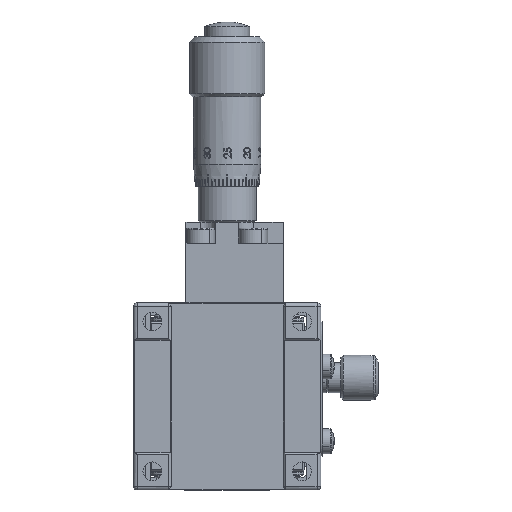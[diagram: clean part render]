
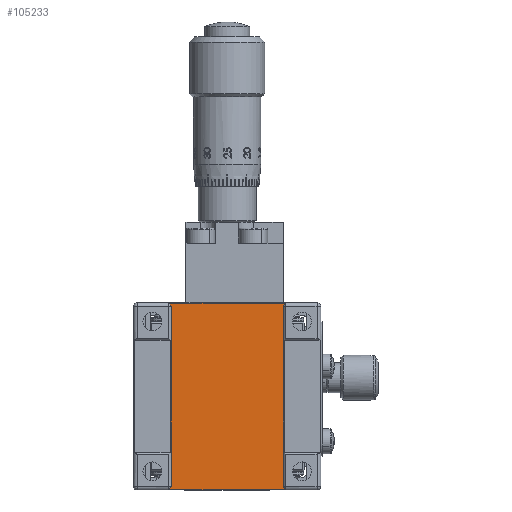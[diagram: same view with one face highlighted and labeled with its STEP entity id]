
A CAD part, front view. The second image highlights one B-rep face of the part: STEP entity #105233.
In plain terms, the highlighted planar face has unit normal (0, -1, 0).
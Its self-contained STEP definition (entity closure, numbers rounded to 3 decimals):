
#18223 = ORIENTED_EDGE ( 'NONE', *, *, #49169, .F. ) ;
#18226 = ORIENTED_EDGE ( 'NONE', *, *, #49170, .T. ) ;
#18229 = ORIENTED_EDGE ( 'NONE', *, *, #49171, .T. ) ;
#18231 = ORIENTED_EDGE ( 'NONE', *, *, #49172, .T. ) ;
#18234 = ORIENTED_EDGE ( 'NONE', *, *, #49173, .T. ) ;
#18237 = ORIENTED_EDGE ( 'NONE', *, *, #49174, .T. ) ;
#18239 = ORIENTED_EDGE ( 'NONE', *, *, #49175, .T. ) ;
#18243 = ORIENTED_EDGE ( 'NONE', *, *, #49176, .T. ) ;
#35714 = AXIS2_PLACEMENT_3D ( 'NONE', #96777, #96797, #96799 ) ;
#49169 = EDGE_CURVE ( 'NONE', #101073, #101052, #99902, .T. ) ;
#49170 = EDGE_CURVE ( 'NONE', #101073, #101079, #52519, .T. ) ;
#49171 = EDGE_CURVE ( 'NONE', #101079, #101080, #99898, .T. ) ;
#49172 = EDGE_CURVE ( 'NONE', #101080, #101082, #52520, .T. ) ;
#49173 = EDGE_CURVE ( 'NONE', #101082, #101084, #99906, .T. ) ;
#49174 = EDGE_CURVE ( 'NONE', #101084, #101086, #52521, .T. ) ;
#49175 = EDGE_CURVE ( 'NONE', #101086, #101088, #99914, .T. ) ;
#49176 = EDGE_CURVE ( 'NONE', #101088, #101052, #52522, .T. ) ;
#52519 = B_SPLINE_CURVE_WITH_KNOTS ( 'NONE', 3,
 ( #103504, #103494, #103479, #103507, #103510, #103513, #103516, #103518 ),
 .UNSPECIFIED., .F., .F.,
 ( 4, 2, 2, 4 ),
 ( 0., 0., 0., 0.001 ),
 .UNSPECIFIED. ) ;
#52520 = B_SPLINE_CURVE_WITH_KNOTS ( 'NONE', 3,
 ( #103534, #103524, #103460, #103539, #103542, #103545, #103548, #103551 ),
 .UNSPECIFIED., .F., .F.,
 ( 4, 2, 2, 4 ),
 ( 0., 0., 0., 0.001 ),
 .UNSPECIFIED. ) ;
#52521 = B_SPLINE_CURVE_WITH_KNOTS ( 'NONE', 3,
 ( #103565, #103531, #103536, #103571, #103573, #103576, #103578, #103581 ),
 .UNSPECIFIED., .F., .F.,
 ( 4, 2, 2, 4 ),
 ( 0., 0., 0., 0.001 ),
 .UNSPECIFIED. ) ;
#52522 = B_SPLINE_CURVE_WITH_KNOTS ( 'NONE', 3,
 ( #103596, #103563, #103568, #103602, #103605, #103608, #103610, #103613 ),
 .UNSPECIFIED., .F., .F.,
 ( 4, 2, 2, 4 ),
 ( 0., 0., 0., 0.001 ),
 .UNSPECIFIED. ) ;
#59864 = EDGE_LOOP ( 'NONE', ( #18223, #18226, #18229, #18231, #18234, #18237, #18239, #18243 ) ) ;
#93127 = FACE_OUTER_BOUND ( 'NONE', #59864, .T. ) ;
#95877 = CARTESIAN_POINT ( 'NONE',  ( -7.5, 0.44, 12. ) ) ;
#95901 = CARTESIAN_POINT ( 'NONE',  ( -7.5, 0.44, -12. ) ) ;
#95907 = CARTESIAN_POINT ( 'NONE',  ( -7.8, 0.44, -12.458 ) ) ;
#95909 = CARTESIAN_POINT ( 'NONE',  ( 7.8, 0.44, -12.458 ) ) ;
#95911 = CARTESIAN_POINT ( 'NONE',  ( 7.5, 0.44, -12. ) ) ;
#95913 = CARTESIAN_POINT ( 'NONE',  ( 7.5, 0.44, 12. ) ) ;
#95915 = CARTESIAN_POINT ( 'NONE',  ( 7.8, 0.44, 12.458 ) ) ;
#95917 = CARTESIAN_POINT ( 'NONE',  ( -7.8, 0.44, 12.458 ) ) ;
#96777 = CARTESIAN_POINT ( 'NONE',  ( -7.5, 0.44, -12.5 ) ) ;
#96793 = PLANE ( 'NONE',  #35714 ) ;
#96797 = DIRECTION ( 'NONE',  ( 0., 1., 0. ) ) ;
#96799 = DIRECTION ( 'NONE',  ( -1., 0., 0. ) ) ;
#99898 = LINE ( 'NONE', #103499, #99910 ) ;
#99902 = LINE ( 'NONE', #103491, #99908 ) ;
#99906 = LINE ( 'NONE', #103554, #99912 ) ;
#99908 = VECTOR ( 'NONE', #103497, 1000. ) ;
#99910 = VECTOR ( 'NONE', #103521, 1000. ) ;
#99912 = VECTOR ( 'NONE', #103560, 1000. ) ;
#99914 = LINE ( 'NONE', #103584, #99916 ) ;
#99916 = VECTOR ( 'NONE', #103590, 1000. ) ;
#101052 = VERTEX_POINT ( 'NONE', #95877 ) ;
#101073 = VERTEX_POINT ( 'NONE', #95901 ) ;
#101079 = VERTEX_POINT ( 'NONE', #95907 ) ;
#101080 = VERTEX_POINT ( 'NONE', #95909 ) ;
#101082 = VERTEX_POINT ( 'NONE', #95911 ) ;
#101084 = VERTEX_POINT ( 'NONE', #95913 ) ;
#101086 = VERTEX_POINT ( 'NONE', #95915 ) ;
#101088 = VERTEX_POINT ( 'NONE', #95917 ) ;
#103460 = CARTESIAN_POINT ( 'NONE',  ( 7.675, 0.44, -12.321 ) ) ;
#103479 = CARTESIAN_POINT ( 'NONE',  ( -7.518, 0.44, -12.092 ) ) ;
#103491 = CARTESIAN_POINT ( 'NONE',  ( -7.5, 0.44, -12.5 ) ) ;
#103494 = CARTESIAN_POINT ( 'NONE',  ( -7.5, 0.44, -12.047 ) ) ;
#103497 = DIRECTION ( 'NONE',  ( 0., 0., 1. ) ) ;
#103499 = CARTESIAN_POINT ( 'NONE',  ( -7.5, 0.44, -12.458 ) ) ;
#103504 = CARTESIAN_POINT ( 'NONE',  ( -7.5, 0.44, -12. ) ) ;
#103507 = CARTESIAN_POINT ( 'NONE',  ( -7.562, 0.44, -12.173 ) ) ;
#103510 = CARTESIAN_POINT ( 'NONE',  ( -7.59, 0.44, -12.211 ) ) ;
#103513 = CARTESIAN_POINT ( 'NONE',  ( -7.675, 0.44, -12.321 ) ) ;
#103516 = CARTESIAN_POINT ( 'NONE',  ( -7.737, 0.44, -12.39 ) ) ;
#103518 = CARTESIAN_POINT ( 'NONE',  ( -7.8, 0.44, -12.458 ) ) ;
#103521 = DIRECTION ( 'NONE',  ( 1., 0., 0. ) ) ;
#103524 = CARTESIAN_POINT ( 'NONE',  ( 7.737, 0.44, -12.39 ) ) ;
#103531 = CARTESIAN_POINT ( 'NONE',  ( 7.5, 0.44, 12.047 ) ) ;
#103534 = CARTESIAN_POINT ( 'NONE',  ( 7.8, 0.44, -12.458 ) ) ;
#103536 = CARTESIAN_POINT ( 'NONE',  ( 7.518, 0.44, 12.092 ) ) ;
#103539 = CARTESIAN_POINT ( 'NONE',  ( 7.589, 0.44, -12.211 ) ) ;
#103542 = CARTESIAN_POINT ( 'NONE',  ( 7.562, 0.44, -12.173 ) ) ;
#103545 = CARTESIAN_POINT ( 'NONE',  ( 7.517, 0.44, -12.091 ) ) ;
#103548 = CARTESIAN_POINT ( 'NONE',  ( 7.5, 0.44, -12.047 ) ) ;
#103551 = CARTESIAN_POINT ( 'NONE',  ( 7.5, 0.44, -12. ) ) ;
#103554 = CARTESIAN_POINT ( 'NONE',  ( 7.5, 0.44, -12.5 ) ) ;
#103560 = DIRECTION ( 'NONE',  ( 0., 0., 1. ) ) ;
#103563 = CARTESIAN_POINT ( 'NONE',  ( -7.737, 0.44, 12.39 ) ) ;
#103565 = CARTESIAN_POINT ( 'NONE',  ( 7.5, 0.44, 12. ) ) ;
#103568 = CARTESIAN_POINT ( 'NONE',  ( -7.675, 0.44, 12.321 ) ) ;
#103571 = CARTESIAN_POINT ( 'NONE',  ( 7.562, 0.44, 12.173 ) ) ;
#103573 = CARTESIAN_POINT ( 'NONE',  ( 7.59, 0.44, 12.211 ) ) ;
#103576 = CARTESIAN_POINT ( 'NONE',  ( 7.675, 0.44, 12.321 ) ) ;
#103578 = CARTESIAN_POINT ( 'NONE',  ( 7.737, 0.44, 12.39 ) ) ;
#103581 = CARTESIAN_POINT ( 'NONE',  ( 7.8, 0.44, 12.458 ) ) ;
#103584 = CARTESIAN_POINT ( 'NONE',  ( 7.5, 0.44, 12.458 ) ) ;
#103590 = DIRECTION ( 'NONE',  ( -1., 0., 0. ) ) ;
#103596 = CARTESIAN_POINT ( 'NONE',  ( -7.8, 0.44, 12.458 ) ) ;
#103602 = CARTESIAN_POINT ( 'NONE',  ( -7.589, 0.44, 12.211 ) ) ;
#103605 = CARTESIAN_POINT ( 'NONE',  ( -7.562, 0.44, 12.173 ) ) ;
#103608 = CARTESIAN_POINT ( 'NONE',  ( -7.517, 0.44, 12.091 ) ) ;
#103610 = CARTESIAN_POINT ( 'NONE',  ( -7.5, 0.44, 12.047 ) ) ;
#103613 = CARTESIAN_POINT ( 'NONE',  ( -7.5, 0.44, 12. ) ) ;
#105233 = ADVANCED_FACE ( 'NONE', ( #93127 ), #96793, .F. ) ;
